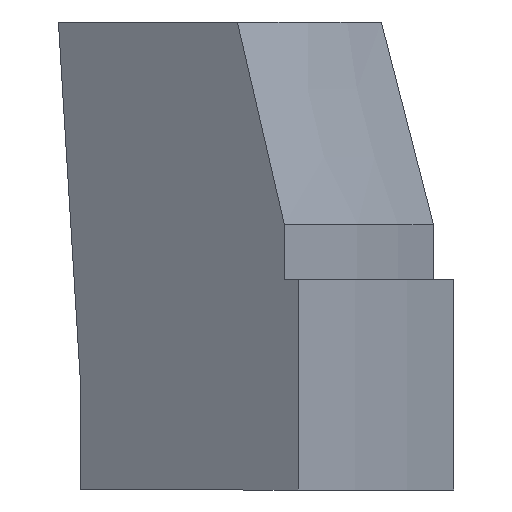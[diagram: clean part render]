
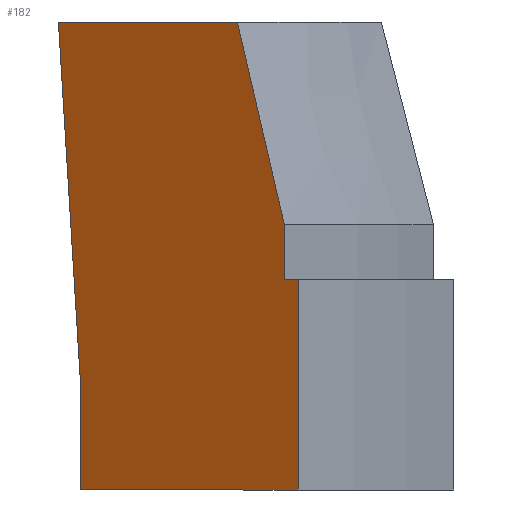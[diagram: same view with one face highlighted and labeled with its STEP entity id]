
A CAD part, left-side view. The second image highlights one B-rep face of the part: STEP entity #182.
In plain terms, the highlighted face is planar.
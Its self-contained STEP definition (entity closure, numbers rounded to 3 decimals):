
#27=LINE('',#342,#39);
#30=LINE('',#351,#42);
#35=LINE('',#362,#47);
#36=LINE('',#366,#48);
#37=LINE('',#370,#49);
#38=LINE('',#373,#50);
#39=VECTOR('',#218,10.);
#42=VECTOR('',#227,10.);
#47=VECTOR('',#236,10.);
#48=VECTOR('',#241,10.);
#49=VECTOR('',#246,10.);
#50=VECTOR('',#251,10.);
#55=PLANE('',#210);
#65=FACE_OUTER_BOUND('',#75,.T.);
#75=EDGE_LOOP('',(#163,#164,#165,#166,#167,#168,#169,#170));
#76=B_SPLINE_CURVE_WITH_KNOTS('',3,(#276,#277,#278,#279,#280,#281,#282),
 .UNSPECIFIED.,.F.,.F.,(4,3,4),(0.001,0.867,
0.95),.UNSPECIFIED.);
#80=B_SPLINE_CURVE_WITH_KNOTS('',3,(#320,#321,#322,#323,#324,#325),
 .UNSPECIFIED.,.F.,.F.,(4,2,4),(0.,0.125,0.25),
 .UNSPECIFIED.);
#83=VERTEX_POINT('',#274);
#84=VERTEX_POINT('',#275);
#87=VERTEX_POINT('',#319);
#89=VERTEX_POINT('',#341);
#92=VERTEX_POINT('',#349);
#96=VERTEX_POINT('',#361);
#97=VERTEX_POINT('',#365);
#98=VERTEX_POINT('',#369);
#99=EDGE_CURVE('',#83,#84,#76,.T.);
#103=EDGE_CURVE('',#87,#83,#80,.T.);
#106=EDGE_CURVE('',#89,#87,#27,.T.);
#111=EDGE_CURVE('',#84,#92,#30,.F.);
#116=EDGE_CURVE('',#96,#89,#35,.T.);
#118=EDGE_CURVE('',#97,#96,#36,.F.);
#120=EDGE_CURVE('',#98,#97,#37,.T.);
#122=EDGE_CURVE('',#92,#98,#38,.T.);
#163=ORIENTED_EDGE('',*,*,#99,.T.);
#164=ORIENTED_EDGE('',*,*,#111,.T.);
#165=ORIENTED_EDGE('',*,*,#122,.T.);
#166=ORIENTED_EDGE('',*,*,#120,.T.);
#167=ORIENTED_EDGE('',*,*,#118,.T.);
#168=ORIENTED_EDGE('',*,*,#116,.T.);
#169=ORIENTED_EDGE('',*,*,#106,.T.);
#170=ORIENTED_EDGE('',*,*,#103,.T.);
#182=ADVANCED_FACE('',(#65),#55,.T.);
#210=AXIS2_PLACEMENT_3D('',#374,#252,#253);
#218=DIRECTION('',(-0.985,0.,-0.174));
#227=DIRECTION('',(0.985,0.,0.174));
#236=DIRECTION('',(0.,1.,0.));
#241=DIRECTION('',(-0.985,0.,-0.174));
#246=DIRECTION('',(0.,-1.,0.));
#251=DIRECTION('',(0.073,-0.997,0.013));
#252=DIRECTION('center_axis',(-0.174,0.,0.985));
#253=DIRECTION('ref_axis',(0.985,0.,0.174));
#274=CARTESIAN_POINT('',(78.531,16.979,13.847));
#275=CARTESIAN_POINT('',(75.987,26.117,13.399));
#276=CARTESIAN_POINT('Ctrl Pts',(78.531,16.979,13.847));
#277=CARTESIAN_POINT('Ctrl Pts',(77.746,19.753,13.709));
#278=CARTESIAN_POINT('Ctrl Pts',(76.971,22.531,13.572));
#279=CARTESIAN_POINT('Ctrl Pts',(76.208,25.311,13.437));
#280=CARTESIAN_POINT('Ctrl Pts',(76.134,25.58,13.424));
#281=CARTESIAN_POINT('Ctrl Pts',(76.06,25.848,13.411));
#282=CARTESIAN_POINT('Ctrl Pts',(75.987,26.117,13.399));
#319=CARTESIAN_POINT('',(78.531,14.479,13.847));
#320=CARTESIAN_POINT('Ctrl Pts',(78.531,14.479,13.847));
#321=CARTESIAN_POINT('Ctrl Pts',(78.531,14.895,13.847));
#322=CARTESIAN_POINT('Ctrl Pts',(78.531,15.312,13.847));
#323=CARTESIAN_POINT('Ctrl Pts',(78.531,16.145,13.847));
#324=CARTESIAN_POINT('Ctrl Pts',(78.531,16.562,13.847));
#325=CARTESIAN_POINT('Ctrl Pts',(78.531,16.979,13.847));
#341=CARTESIAN_POINT('',(79.277,14.479,13.979));
#342=CARTESIAN_POINT('',(43.766,14.479,7.717));
#349=CARTESIAN_POINT('',(66.275,26.117,11.686));
#351=CARTESIAN_POINT('',(75.239,26.117,13.267));
#361=CARTESIAN_POINT('',(79.277,5.,13.979));
#362=CARTESIAN_POINT('',(79.277,10.447,13.979));
#365=CARTESIAN_POINT('',(67.459,5.,11.895));
#366=CARTESIAN_POINT('',(69.734,5.,12.296));
#369=CARTESIAN_POINT('',(67.459,10.,11.895));
#370=CARTESIAN_POINT('',(67.459,0.,11.895));
#373=CARTESIAN_POINT('',(67.459,10.,11.895));
#374=CARTESIAN_POINT('Origin',(73.033,9.558,12.878));
